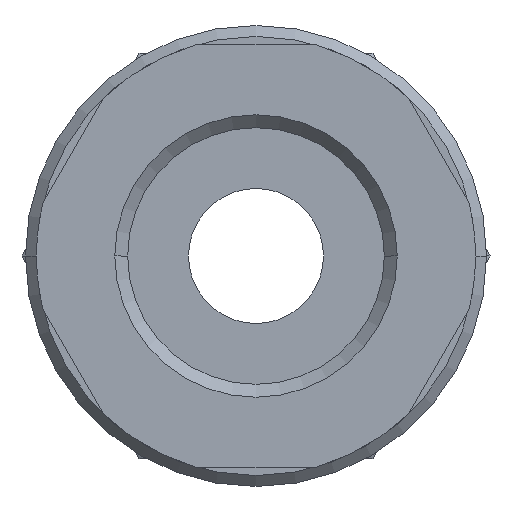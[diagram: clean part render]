
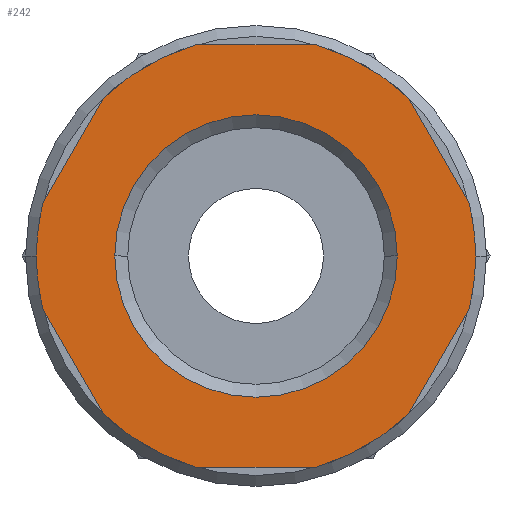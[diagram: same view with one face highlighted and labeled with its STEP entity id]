
A CAD part, front view. The second image highlights one B-rep face of the part: STEP entity #242.
In plain terms, the highlighted planar face has unit normal (0, -1, 0).
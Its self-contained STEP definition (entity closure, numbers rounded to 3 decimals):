
#242=ADVANCED_FACE('',(#506,#507),#508,.T.);
#506=FACE_BOUND('',#787,.T.);
#507=FACE_OUTER_BOUND('',#788,.T.);
#508=PLANE('',#789);
#787=EDGE_LOOP('',(#1395,#1396));
#788=EDGE_LOOP('',(#1397,#1398,#1399,#1400,#1401,#1402,#1403,#1404,#1405,#1406,#1407,#1408,#1409,#1410));
#789=AXIS2_PLACEMENT_3D('',#1411,#1412,#1413);
#1395=ORIENTED_EDGE('',*,*,#1727,.T.);
#1396=ORIENTED_EDGE('',*,*,#1725,.T.);
#1397=ORIENTED_EDGE('',*,*,#1809,.F.);
#1398=ORIENTED_EDGE('',*,*,#1836,.F.);
#1399=ORIENTED_EDGE('',*,*,#1813,.F.);
#1400=ORIENTED_EDGE('',*,*,#1837,.F.);
#1401=ORIENTED_EDGE('',*,*,#1817,.F.);
#1402=ORIENTED_EDGE('',*,*,#1674,.F.);
#1403=ORIENTED_EDGE('',*,*,#1838,.F.);
#1404=ORIENTED_EDGE('',*,*,#1822,.F.);
#1405=ORIENTED_EDGE('',*,*,#1839,.F.);
#1406=ORIENTED_EDGE('',*,*,#1827,.F.);
#1407=ORIENTED_EDGE('',*,*,#1840,.F.);
#1408=ORIENTED_EDGE('',*,*,#1832,.F.);
#1409=ORIENTED_EDGE('',*,*,#1841,.F.);
#1410=ORIENTED_EDGE('',*,*,#1671,.F.);
#1411=CARTESIAN_POINT('',(6.5,0.0,0.0));
#1412=DIRECTION('',(-0.0,-1.0,-0.0));
#1413=DIRECTION('',(-1.0,0.0,0.0));
#1671=EDGE_CURVE('',#1994,#1990,#1996,.T.);
#1674=EDGE_CURVE('',#1998,#2001,#2002,.T.);
#1725=EDGE_CURVE('',#2085,#2087,#2089,.T.);
#1727=EDGE_CURVE('',#2087,#2085,#2091,.T.);
#1809=EDGE_CURVE('',#2189,#1994,#2191,.T.);
#1813=EDGE_CURVE('',#2195,#2197,#2198,.T.);
#1817=EDGE_CURVE('',#2001,#2203,#2204,.T.);
#1822=EDGE_CURVE('',#2210,#2212,#2213,.T.);
#1827=EDGE_CURVE('',#2219,#2221,#2222,.T.);
#1832=EDGE_CURVE('',#2228,#2230,#2231,.T.);
#1836=EDGE_CURVE('',#2197,#2189,#2236,.T.);
#1837=EDGE_CURVE('',#2203,#2195,#2237,.T.);
#1838=EDGE_CURVE('',#2212,#1998,#2238,.T.);
#1839=EDGE_CURVE('',#2221,#2210,#2239,.T.);
#1840=EDGE_CURVE('',#2230,#2219,#2240,.T.);
#1841=EDGE_CURVE('',#1990,#2228,#2241,.T.);
#1990=VERTEX_POINT('',#2416);
#1994=VERTEX_POINT('',#2421);
#1996=CIRCLE('',#2424,13.0);
#1998=VERTEX_POINT('',#2426);
#2001=VERTEX_POINT('',#2430);
#2002=CIRCLE('',#2431,13.0);
#2085=VERTEX_POINT('',#2573);
#2087=VERTEX_POINT('',#2576);
#2089=CIRCLE('',#2579,8.36);
#2091=CIRCLE('',#2581,8.36);
#2189=VERTEX_POINT('',#2905);
#2191=LINE('',#2908,#2909);
#2195=VERTEX_POINT('',#2914);
#2197=VERTEX_POINT('',#2917);
#2198=LINE('',#2918,#2919);
#2203=VERTEX_POINT('',#2926);
#2204=LINE('',#2927,#2928);
#2210=VERTEX_POINT('',#2936);
#2212=VERTEX_POINT('',#2939);
#2213=LINE('',#2940,#2941);
#2219=VERTEX_POINT('',#2949);
#2221=VERTEX_POINT('',#2952);
#2222=LINE('',#2953,#2954);
#2228=VERTEX_POINT('',#2962);
#2230=VERTEX_POINT('',#2965);
#2231=LINE('',#2966,#2967);
#2236=CIRCLE('',#2974,13.0);
#2237=CIRCLE('',#2975,13.0);
#2238=CIRCLE('',#2976,13.0);
#2239=CIRCLE('',#2977,13.0);
#2240=CIRCLE('',#2978,13.0);
#2241=CIRCLE('',#2979,13.0);
#2416=CARTESIAN_POINT('',(-13.0,0.0,0.));
#2421=CARTESIAN_POINT('',(-12.611,0.0,-3.158));
#2424=AXIS2_PLACEMENT_3D('',#3126,#3127,#3128);
#2426=CARTESIAN_POINT('',(13.0,0.0,0.));
#2430=CARTESIAN_POINT('',(12.611,0.0,-3.158));
#2431=AXIS2_PLACEMENT_3D('',#3130,#3131,#3132);
#2573=CARTESIAN_POINT('',(8.36,0.0,0.));
#2576=CARTESIAN_POINT('',(-8.36,0.0,0.));
#2579=AXIS2_PLACEMENT_3D('',#3204,#3205,#3206);
#2581=AXIS2_PLACEMENT_3D('',#3207,#3208,#3209);
#2905=CARTESIAN_POINT('',(-9.04,0.0,-9.342));
#2908=CARTESIAN_POINT('',(-10.013,0.0,-7.657));
#2909=VECTOR('',#3286,1.0);
#2914=CARTESIAN_POINT('',(3.571,0.0,-12.5));
#2917=CARTESIAN_POINT('',(-3.571,0.0,-12.5));
#2918=CARTESIAN_POINT('',(3.25,0.0,-12.5));
#2919=VECTOR('',#3289,1.0);
#2926=CARTESIAN_POINT('',(9.04,0.0,-9.342));
#2927=CARTESIAN_POINT('',(11.638,0.0,-4.843));
#2928=VECTOR('',#3292,1.0);
#2936=CARTESIAN_POINT('',(9.04,0.0,9.342));
#2939=CARTESIAN_POINT('',(12.611,0.0,3.158));
#2940=CARTESIAN_POINT('',(11.638,0.0,4.843));
#2941=VECTOR('',#3296,1.0);
#2949=CARTESIAN_POINT('',(-3.571,0.0,12.5));
#2952=CARTESIAN_POINT('',(3.571,0.0,12.5));
#2953=CARTESIAN_POINT('',(3.25,0.0,12.5));
#2954=VECTOR('',#3300,1.0);
#2962=CARTESIAN_POINT('',(-12.611,0.0,3.158));
#2965=CARTESIAN_POINT('',(-9.04,0.0,9.342));
#2966=CARTESIAN_POINT('',(-10.013,0.0,7.657));
#2967=VECTOR('',#3304,1.0);
#2974=AXIS2_PLACEMENT_3D('',#3307,#3308,#3309);
#2975=AXIS2_PLACEMENT_3D('',#3310,#3311,#3312);
#2976=AXIS2_PLACEMENT_3D('',#3313,#3314,#3315);
#2977=AXIS2_PLACEMENT_3D('',#3316,#3317,#3318);
#2978=AXIS2_PLACEMENT_3D('',#3319,#3320,#3321);
#2979=AXIS2_PLACEMENT_3D('',#3322,#3323,#3324);
#3126=CARTESIAN_POINT('',(0.0,0.0,0.0));
#3127=DIRECTION('',(-0.0,1.0,0.0));
#3128=DIRECTION('',(1.0,0.0,0.0));
#3130=CARTESIAN_POINT('',(0.0,0.0,0.0));
#3131=DIRECTION('',(-0.0,1.0,0.0));
#3132=DIRECTION('',(1.0,0.0,0.0));
#3204=CARTESIAN_POINT('',(0.0,0.0,0.0));
#3205=DIRECTION('',(-0.0,1.0,0.0));
#3206=DIRECTION('',(1.0,0.0,0.0));
#3207=CARTESIAN_POINT('',(0.0,0.0,0.0));
#3208=DIRECTION('',(-0.0,1.0,0.0));
#3209=DIRECTION('',(1.0,0.0,0.0));
#3286=DIRECTION('',(-0.5,0.0,0.866));
#3289=DIRECTION('',(-1.0,0.0,0.0));
#3292=DIRECTION('',(-0.5,0.0,-0.866));
#3296=DIRECTION('',(0.5,0.0,-0.866));
#3300=DIRECTION('',(1.0,-0.0,0.));
#3304=DIRECTION('',(0.5,-0.0,0.866));
#3307=CARTESIAN_POINT('',(0.0,0.0,0.0));
#3308=DIRECTION('',(-0.0,1.0,0.0));
#3309=DIRECTION('',(1.0,0.0,0.0));
#3310=CARTESIAN_POINT('',(0.0,0.0,0.0));
#3311=DIRECTION('',(-0.0,1.0,0.0));
#3312=DIRECTION('',(1.0,0.0,0.0));
#3313=CARTESIAN_POINT('',(0.0,0.0,0.0));
#3314=DIRECTION('',(-0.0,1.0,0.0));
#3315=DIRECTION('',(1.0,0.0,0.0));
#3316=CARTESIAN_POINT('',(0.0,0.0,0.0));
#3317=DIRECTION('',(-0.0,1.0,0.0));
#3318=DIRECTION('',(1.0,0.0,0.0));
#3319=CARTESIAN_POINT('',(0.0,0.0,0.0));
#3320=DIRECTION('',(-0.0,1.0,0.0));
#3321=DIRECTION('',(1.0,0.0,0.0));
#3322=CARTESIAN_POINT('',(0.0,0.0,0.0));
#3323=DIRECTION('',(-0.0,1.0,0.0));
#3324=DIRECTION('',(1.0,0.0,0.0));
